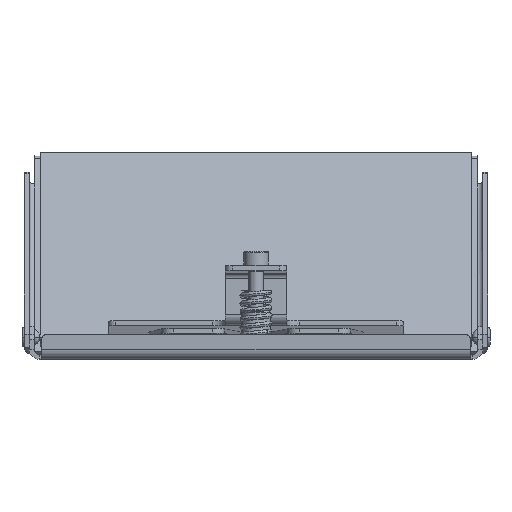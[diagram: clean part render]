
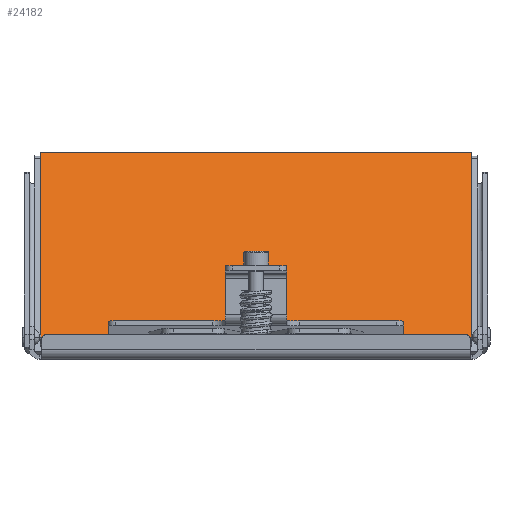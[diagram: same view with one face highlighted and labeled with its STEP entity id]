
A CAD part, front view. The second image highlights one B-rep face of the part: STEP entity #24182.
In plain terms, the highlighted face is planar.
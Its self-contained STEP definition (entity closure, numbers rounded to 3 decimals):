
#24067=DIRECTION('',(0.,-1.,0.));
#24068=VECTOR('',#24067,108.);
#24069=CARTESIAN_POINT('',(-87.5,54.,1.5));
#24070=LINE('',#24069,#24068);
#24071=DIRECTION('',(-1.,0.,0.));
#24072=VECTOR('',#24071,175.);
#24073=CARTESIAN_POINT('',(87.5,54.,1.5));
#24074=LINE('',#24073,#24072);
#24075=DIRECTION('',(0.,1.,0.));
#24076=VECTOR('',#24075,108.);
#24077=CARTESIAN_POINT('',(87.5,-54.,1.5));
#24078=LINE('',#24077,#24076);
#24079=DIRECTION('',(1.,0.,0.));
#24080=VECTOR('',#24079,175.);
#24081=CARTESIAN_POINT('',(-87.5,-54.,1.5));
#24082=LINE('',#24081,#24080);
#24091=CARTESIAN_POINT('',(-87.5,54.,1.5));
#24092=CARTESIAN_POINT('',(-87.5,-54.,1.5));
#24093=VERTEX_POINT('',#24091);
#24094=VERTEX_POINT('',#24092);
#24095=CARTESIAN_POINT('',(87.5,-54.,1.5));
#24096=VERTEX_POINT('',#24095);
#24097=CARTESIAN_POINT('',(87.5,54.,1.5));
#24098=VERTEX_POINT('',#24097);
#24171=CARTESIAN_POINT('',(0.,0.,1.5));
#24172=DIRECTION('',(0.,0.,1.));
#24173=DIRECTION('',(1.,0.,0.));
#24174=AXIS2_PLACEMENT_3D('',#24171,#24172,#24173);
#24175=PLANE('',#24174);
#24176=ORIENTED_EDGE('',*,*,#24123,.F.);
#24177=ORIENTED_EDGE('',*,*,#24138,.F.);
#24178=ORIENTED_EDGE('',*,*,#24152,.F.);
#24179=ORIENTED_EDGE('',*,*,#24165,.F.);
#24180=EDGE_LOOP('',(#24176,#24177,#24178,#24179));
#24181=FACE_OUTER_BOUND('',#24180,.F.);
#24182=ADVANCED_FACE('',(#24181),#24175,.T.);
#24123=EDGE_CURVE('',#24093,#24094,#24070,.T.);
#24138=EDGE_CURVE('',#24098,#24093,#24074,.T.);
#24152=EDGE_CURVE('',#24096,#24098,#24078,.T.);
#24165=EDGE_CURVE('',#24094,#24096,#24082,.T.);
